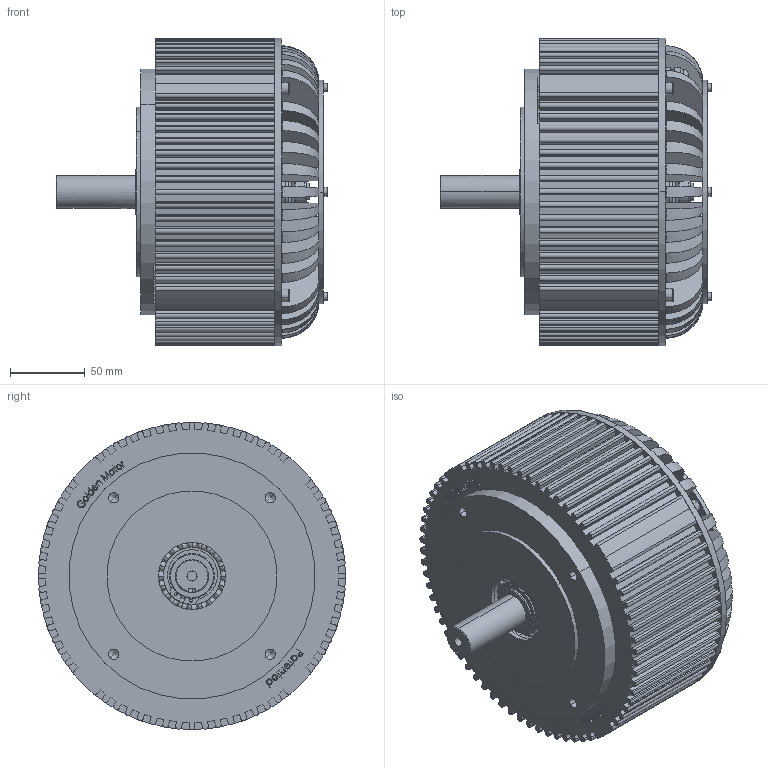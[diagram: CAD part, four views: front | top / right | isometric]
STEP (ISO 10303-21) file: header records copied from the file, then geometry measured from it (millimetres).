
FILE_DESCRIPTION (( 'STEP AP203' ), '1' );
FILE_NAME ('5KW装配体（风冷）.STEP', '2021-05-07T01:39:51', ( '微软用户' ), ( '微软中国' ), 'SwSTEP 2.0', 'SolidWorks 2020', '' );
FILE_SCHEMA (( 'CONFIG_CONTROL_DESIGN' ));
Length unit declared in the file: millimetre
Products named in the file (16): 5KW瑞濮傷裔; cross recessed countersunk head screws gb1_GB_CROSS_SCREWS_TYPE4 M3X8-6.35  H type-N; circlips for shaft--type a large gb_GB_CONNECTING_PIECE_RING_RRA 30; 5KW儂褲ㄗ瑞濮ㄘ; 呿蹋瑞珔; 5KW蚾饜极ㄗ瑞濮ㄘ; 5KW风冷和水冷端盖调节环; circlips for shaft--type a large gb_GB_CONNECTING_PIECE_RING_RRA 12; deep groove ball bearings gb_Rolling bearings 6006 GB 276-94; 5KW瑞珔裔啣; deep groove ball bearings gb_Rolling bearings 6304 GB 276-94; hex lobular socket head cap screws-8.8 gb_GB_HEXAGON_TYPE22 M8X16-N; 5KWぱ籵す粣; hexagon socket head cap screws gb_GB_FASTENER_SCREWS_HSHCS M5X16-N; M16X1.5諉盄翐; hexagon socket head cap screws gb_GB_FASTENER_SCREWS_HSHCS M3X12-N
Assembly tree (28 placements, depth 2):
  5KW蚾饜极ㄗ瑞濮ㄘ
    5KW瑞濮傷裔
    5KW儂褲ㄗ瑞濮ㄘ
    5KW风冷和水冷端盖调节环
    deep groove ball bearings gb_Rolling bearings 6006 GB 276-94
    deep groove ball bearings gb_Rolling bearings 6304 GB 276-94
    5KWぱ籵す粣
    M16X1.5諉盄翐  x4
    cross recessed countersunk head screws gb1_GB_CROSS_SCREWS_TYPE4 M3X8-6.35  H type-N  x2
    呿蹋瑞珔
    circlips for shaft--type a large gb_GB_CONNECTING_PIECE_RING_RRA 12
    5KW瑞珔裔啣
    hex lobular socket head cap screws-8.8 gb_GB_HEXAGON_TYPE22 M8X16-N  x4
    hexagon socket head cap screws gb_GB_FASTENER_SCREWS_HSHCS M5X16-N  x4
    hexagon socket head cap screws gb_GB_FASTENER_SCREWS_HSHCS M3X12-N  x4
    circlips for shaft--type a large gb_GB_CONNECTING_PIECE_RING_RRA 30
Bounding box: 182.1 x 206 x 206 mm (x, y, z)
Volume: 1255524.4 mm3; surface area: 465917.1 mm2
Topology: 28 solids, 28 shells, 2088 faces, 5890 edges, 3837 vertices
Faces by surface type: plane 863, cylinder 694, torus 185, cone 157, bspline 123, sphere 66
Entity records: 67703 total; most frequent: CARTESIAN_POINT 21538, ORIENTED_EDGE 9588, DIRECTION 8877, EDGE_CURVE 4794, AXIS2_PLACEMENT_3D 3373, VERTEX_POINT 3170, LINE 2131, VECTOR 2131
